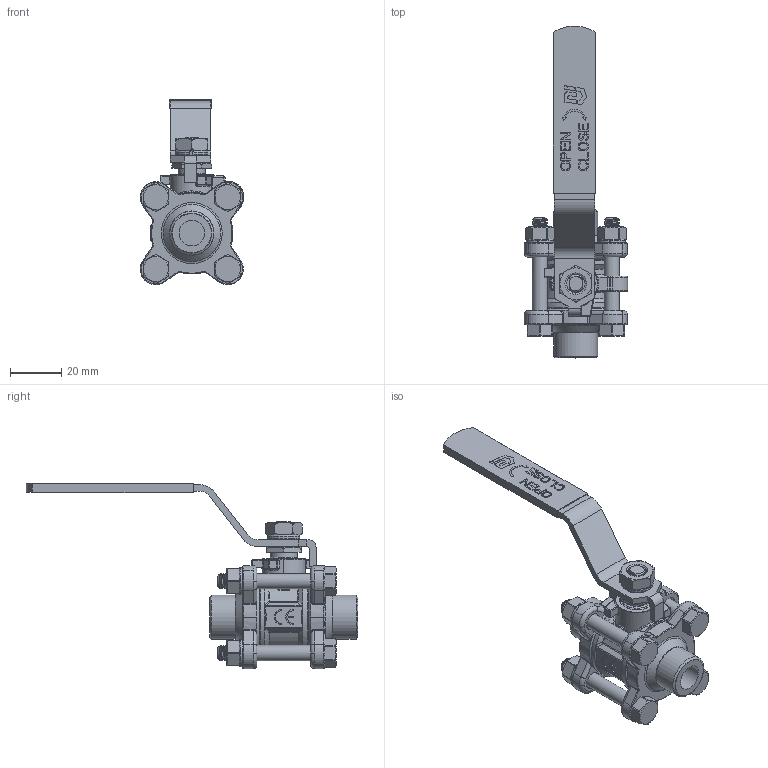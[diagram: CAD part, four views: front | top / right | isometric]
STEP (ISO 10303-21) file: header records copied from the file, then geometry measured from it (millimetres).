
FILE_DESCRIPTION(('HOOPS Exchange Step'),'2;1');
FILE_NAME('GK0401_DN10.stp','2025-10-31T14:40:33+01:00',('nieru'),('Unknown organisation'),'HOOPS Exchange 2024.2','HOOPS Exchange','Unknown authorisation');
FILE_SCHEMA( ('AP203_CONFIGURATION_CONTROLLED_3D_DESIGN_OF_MECHANICAL_PARTS_AND_ASSEMBLIES_MIM_LF') );
Length unit declared in the file: millimetre
Products named in the file (2): 0; root
Assembly tree (1 placements, depth 2):
  root
    0
Bounding box: 40.49 x 129.84 x 72.46 mm (x, y, z)
Volume: 48175.5 mm3; surface area: 29255.9 mm2
Topology: 2 solids, 2 shells, 1866 faces, 5306 edges, 3467 vertices
Faces by surface type: plane 967, cylinder 380, bspline 272, torus 151, cone 67, sphere 29
Full cylindrical faces by diameter (mm): 6 x60, 6.8 x8, 8 x2, 8.3 x1, 8.5 x1, 10 x2, 10.6 x1, 11.3 x1, 11.5 x2, 17.2 x2, 32 x2
Entity records: 97736 total; most frequent: CARTESIAN_POINT 54085, ORIENTED_EDGE 10582, DIRECTION 6987, EDGE_CURVE 5291, VERTEX_POINT 3467, AXIS2_PLACEMENT_3D 2340, VECTOR 2307, LINE 2307
